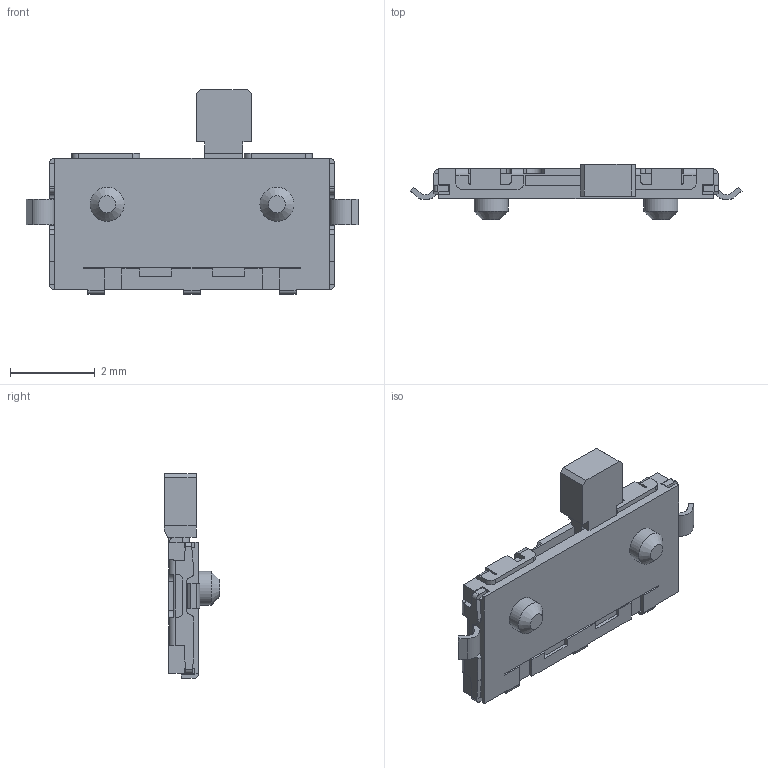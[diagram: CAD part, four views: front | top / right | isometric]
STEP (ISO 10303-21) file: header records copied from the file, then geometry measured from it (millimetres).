
FILE_DESCRIPTION( ( 'STEP AP214' ), ' ' );
FILE_NAME( 'psolqas13564409412.stp', '2017-09-21T11:56:44', ( '' ), ( '' ), ' ', 'PARTsolutions', ' ' );
FILE_SCHEMA( ( 'AUTOMOTIVE_DESIGN { 1 0 10303 214 1 1 1 1 }' ) );
Length unit declared in the file: metre
Products named in the file (1): 1
Bounding box: 7.82 x 1.3 x 4.82 mm (x, y, z)
Volume: 13.9 mm3; surface area: 92.9 mm2
Topology: 1 solids, 1 shells, 308 faces, 882 edges, 575 vertices
Faces by surface type: plane 229, cylinder 73, torus 4, cone 2
Full cylindrical faces by diameter (mm): 0.8 x2
Entity records: 9954 total; most frequent: CARTESIAN_POINT 1855, ORIENTED_EDGE 1752, DIRECTION 1613, EDGE_CURVE 876, LINE 675, VECTOR 675, VERTEX_POINT 573, AXIS2_PLACEMENT_3D 469
